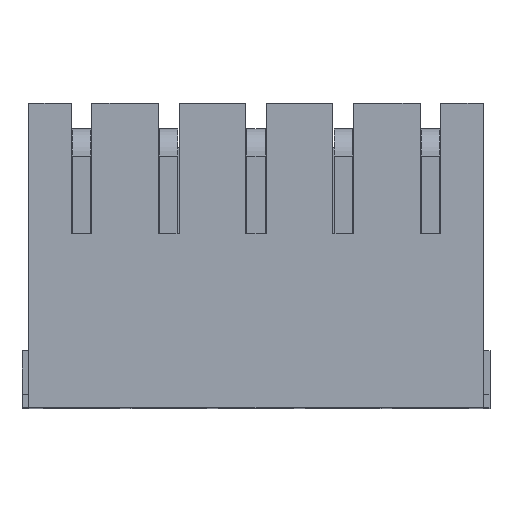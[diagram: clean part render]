
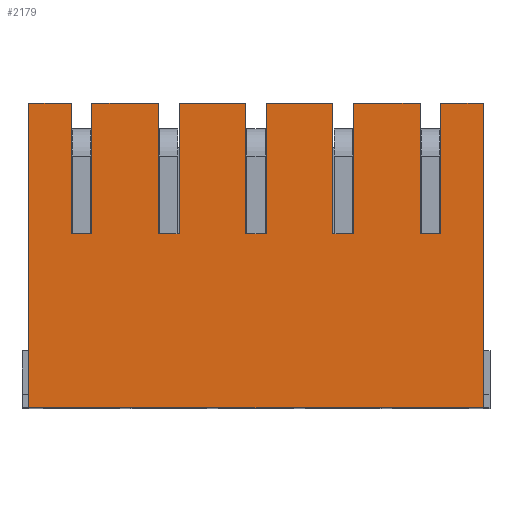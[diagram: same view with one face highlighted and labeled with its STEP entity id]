
A CAD part, top view. The second image highlights one B-rep face of the part: STEP entity #2179.
In plain terms, the highlighted planar face has unit normal (0, 0, 1).
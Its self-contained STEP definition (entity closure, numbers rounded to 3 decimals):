
#1992=AXIS2_PLACEMENT_3D('Plane Axis2P3D',#1989,#1990,#1991) ;
#161=CARTESIAN_POINT('Vertex',(20.14,0.,18.4)) ;
#164=CARTESIAN_POINT('Line Origine',(10.22,0.,18.4)) ;
#168=CARTESIAN_POINT('Vertex',(0.3,0.,18.4)) ;
#1989=CARTESIAN_POINT('Axis2P3D Location',(0.3,13.3,18.4)) ;
#1994=CARTESIAN_POINT('Line Origine',(15.935,13.3,18.4)) ;
#1998=CARTESIAN_POINT('Vertex',(14.48,13.3,18.4)) ;
#2000=CARTESIAN_POINT('Vertex',(17.39,13.3,18.4)) ;
#2003=CARTESIAN_POINT('Line Origine',(14.48,10.45,18.4)) ;
#2007=CARTESIAN_POINT('Vertex',(14.48,7.6,18.4)) ;
#2010=CARTESIAN_POINT('Line Origine',(14.03,7.6,18.4)) ;
#2014=CARTESIAN_POINT('Vertex',(13.58,7.6,18.4)) ;
#2017=CARTESIAN_POINT('Line Origine',(13.58,10.45,18.4)) ;
#2021=CARTESIAN_POINT('Vertex',(13.58,13.3,18.4)) ;
#2024=CARTESIAN_POINT('Line Origine',(12.125,13.3,18.4)) ;
#2028=CARTESIAN_POINT('Vertex',(10.67,13.3,18.4)) ;
#2031=CARTESIAN_POINT('Line Origine',(10.67,10.45,18.4)) ;
#2035=CARTESIAN_POINT('Vertex',(10.67,7.6,18.4)) ;
#2038=CARTESIAN_POINT('Line Origine',(10.22,7.6,18.4)) ;
#2042=CARTESIAN_POINT('Vertex',(9.77,7.6,18.4)) ;
#2045=CARTESIAN_POINT('Line Origine',(9.77,10.45,18.4)) ;
#2049=CARTESIAN_POINT('Vertex',(9.77,13.3,18.4)) ;
#2052=CARTESIAN_POINT('Line Origine',(8.315,13.3,18.4)) ;
#2056=CARTESIAN_POINT('Vertex',(6.86,13.3,18.4)) ;
#2059=CARTESIAN_POINT('Line Origine',(6.86,10.45,18.4)) ;
#2063=CARTESIAN_POINT('Vertex',(6.86,7.6,18.4)) ;
#2066=CARTESIAN_POINT('Line Origine',(6.41,7.6,18.4)) ;
#2070=CARTESIAN_POINT('Vertex',(5.96,7.6,18.4)) ;
#2073=CARTESIAN_POINT('Line Origine',(5.96,10.45,18.4)) ;
#2077=CARTESIAN_POINT('Vertex',(5.96,13.3,18.4)) ;
#2080=CARTESIAN_POINT('Line Origine',(4.505,13.3,18.4)) ;
#2084=CARTESIAN_POINT('Vertex',(3.05,13.3,18.4)) ;
#2087=CARTESIAN_POINT('Line Origine',(3.05,10.45,18.4)) ;
#2091=CARTESIAN_POINT('Vertex',(3.05,7.6,18.4)) ;
#2094=CARTESIAN_POINT('Line Origine',(2.6,7.6,18.4)) ;
#2098=CARTESIAN_POINT('Vertex',(2.15,7.6,18.4)) ;
#2101=CARTESIAN_POINT('Line Origine',(2.15,10.45,18.4)) ;
#2105=CARTESIAN_POINT('Vertex',(2.15,13.3,18.4)) ;
#2108=CARTESIAN_POINT('Line Origine',(1.225,13.3,18.4)) ;
#2112=CARTESIAN_POINT('Vertex',(0.3,13.3,18.4)) ;
#2115=CARTESIAN_POINT('Line Origine',(0.3,6.65,18.4)) ;
#2120=CARTESIAN_POINT('Line Origine',(20.14,6.65,18.4)) ;
#2124=CARTESIAN_POINT('Vertex',(20.14,13.3,18.4)) ;
#2127=CARTESIAN_POINT('Line Origine',(19.215,13.3,18.4)) ;
#2131=CARTESIAN_POINT('Vertex',(18.29,13.3,18.4)) ;
#2134=CARTESIAN_POINT('Line Origine',(18.29,10.45,18.4)) ;
#2138=CARTESIAN_POINT('Vertex',(18.29,7.6,18.4)) ;
#2141=CARTESIAN_POINT('Line Origine',(17.84,7.6,18.4)) ;
#2145=CARTESIAN_POINT('Vertex',(17.39,7.6,18.4)) ;
#2148=CARTESIAN_POINT('Line Origine',(17.39,10.45,18.4)) ;
#165=DIRECTION('Vector Direction',(1.,0.,0.)) ;
#1990=DIRECTION('Axis2P3D Direction',(-0.,0.,1.)) ;
#1991=DIRECTION('Axis2P3D XDirection',(0.,-1.,0.)) ;
#1995=DIRECTION('Vector Direction',(1.,0.,0.)) ;
#2004=DIRECTION('Vector Direction',(0.,-1.,0.)) ;
#2011=DIRECTION('Vector Direction',(-1.,0.,0.)) ;
#2018=DIRECTION('Vector Direction',(0.,-1.,0.)) ;
#2025=DIRECTION('Vector Direction',(1.,0.,0.)) ;
#2032=DIRECTION('Vector Direction',(0.,-1.,0.)) ;
#2039=DIRECTION('Vector Direction',(-1.,0.,0.)) ;
#2046=DIRECTION('Vector Direction',(0.,-1.,0.)) ;
#2053=DIRECTION('Vector Direction',(1.,0.,0.)) ;
#2060=DIRECTION('Vector Direction',(0.,-1.,0.)) ;
#2067=DIRECTION('Vector Direction',(-1.,0.,0.)) ;
#2074=DIRECTION('Vector Direction',(0.,-1.,0.)) ;
#2081=DIRECTION('Vector Direction',(1.,0.,0.)) ;
#2088=DIRECTION('Vector Direction',(0.,-1.,0.)) ;
#2095=DIRECTION('Vector Direction',(-1.,0.,0.)) ;
#2102=DIRECTION('Vector Direction',(0.,-1.,0.)) ;
#2109=DIRECTION('Vector Direction',(1.,0.,0.)) ;
#2116=DIRECTION('Vector Direction',(0.,-1.,0.)) ;
#2121=DIRECTION('Vector Direction',(0.,-1.,0.)) ;
#2128=DIRECTION('Vector Direction',(1.,0.,0.)) ;
#2135=DIRECTION('Vector Direction',(0.,-1.,0.)) ;
#2142=DIRECTION('Vector Direction',(-1.,0.,0.)) ;
#2149=DIRECTION('Vector Direction',(0.,-1.,0.)) ;
#166=VECTOR('Line Direction',#165,1.) ;
#1996=VECTOR('Line Direction',#1995,1.) ;
#2005=VECTOR('Line Direction',#2004,1.) ;
#2012=VECTOR('Line Direction',#2011,1.) ;
#2019=VECTOR('Line Direction',#2018,1.) ;
#2026=VECTOR('Line Direction',#2025,1.) ;
#2033=VECTOR('Line Direction',#2032,1.) ;
#2040=VECTOR('Line Direction',#2039,1.) ;
#2047=VECTOR('Line Direction',#2046,1.) ;
#2054=VECTOR('Line Direction',#2053,1.) ;
#2061=VECTOR('Line Direction',#2060,1.) ;
#2068=VECTOR('Line Direction',#2067,1.) ;
#2075=VECTOR('Line Direction',#2074,1.) ;
#2082=VECTOR('Line Direction',#2081,1.) ;
#2089=VECTOR('Line Direction',#2088,1.) ;
#2096=VECTOR('Line Direction',#2095,1.) ;
#2103=VECTOR('Line Direction',#2102,1.) ;
#2110=VECTOR('Line Direction',#2109,1.) ;
#2117=VECTOR('Line Direction',#2116,1.) ;
#2122=VECTOR('Line Direction',#2121,1.) ;
#2129=VECTOR('Line Direction',#2128,1.) ;
#2136=VECTOR('Line Direction',#2135,1.) ;
#2143=VECTOR('Line Direction',#2142,1.) ;
#2150=VECTOR('Line Direction',#2149,1.) ;
#2154=ORIENTED_EDGE('',*,*,#2002,.F.) ;
#2155=ORIENTED_EDGE('',*,*,#2009,.T.) ;
#2156=ORIENTED_EDGE('',*,*,#2016,.T.) ;
#2157=ORIENTED_EDGE('',*,*,#2023,.T.) ;
#2158=ORIENTED_EDGE('',*,*,#2030,.F.) ;
#2159=ORIENTED_EDGE('',*,*,#2037,.T.) ;
#2160=ORIENTED_EDGE('',*,*,#2044,.T.) ;
#2161=ORIENTED_EDGE('',*,*,#2051,.T.) ;
#2162=ORIENTED_EDGE('',*,*,#2058,.F.) ;
#2163=ORIENTED_EDGE('',*,*,#2065,.T.) ;
#2164=ORIENTED_EDGE('',*,*,#2072,.T.) ;
#2165=ORIENTED_EDGE('',*,*,#2079,.T.) ;
#2166=ORIENTED_EDGE('',*,*,#2086,.F.) ;
#2167=ORIENTED_EDGE('',*,*,#2093,.T.) ;
#2168=ORIENTED_EDGE('',*,*,#2100,.T.) ;
#2169=ORIENTED_EDGE('',*,*,#2107,.T.) ;
#2170=ORIENTED_EDGE('',*,*,#2114,.F.) ;
#2171=ORIENTED_EDGE('',*,*,#2119,.F.) ;
#2172=ORIENTED_EDGE('',*,*,#170,.T.) ;
#2173=ORIENTED_EDGE('',*,*,#2126,.T.) ;
#2174=ORIENTED_EDGE('',*,*,#2133,.F.) ;
#2175=ORIENTED_EDGE('',*,*,#2140,.T.) ;
#2176=ORIENTED_EDGE('',*,*,#2147,.T.) ;
#2177=ORIENTED_EDGE('',*,*,#2152,.T.) ;
#2179=ADVANCED_FACE('HOUSING',(#2178),#1993,.T.) ;
#170=EDGE_CURVE('',#169,#162,#167,.T.) ;
#2002=EDGE_CURVE('',#1999,#2001,#1997,.T.) ;
#2009=EDGE_CURVE('',#1999,#2008,#2006,.T.) ;
#2016=EDGE_CURVE('',#2008,#2015,#2013,.T.) ;
#2023=EDGE_CURVE('',#2015,#2022,#2020,.F.) ;
#2030=EDGE_CURVE('',#2029,#2022,#2027,.T.) ;
#2037=EDGE_CURVE('',#2029,#2036,#2034,.T.) ;
#2044=EDGE_CURVE('',#2036,#2043,#2041,.T.) ;
#2051=EDGE_CURVE('',#2043,#2050,#2048,.F.) ;
#2058=EDGE_CURVE('',#2057,#2050,#2055,.T.) ;
#2065=EDGE_CURVE('',#2057,#2064,#2062,.T.) ;
#2072=EDGE_CURVE('',#2064,#2071,#2069,.T.) ;
#2079=EDGE_CURVE('',#2071,#2078,#2076,.F.) ;
#2086=EDGE_CURVE('',#2085,#2078,#2083,.T.) ;
#2093=EDGE_CURVE('',#2085,#2092,#2090,.T.) ;
#2100=EDGE_CURVE('',#2092,#2099,#2097,.T.) ;
#2107=EDGE_CURVE('',#2099,#2106,#2104,.F.) ;
#2114=EDGE_CURVE('',#2113,#2106,#2111,.T.) ;
#2119=EDGE_CURVE('',#169,#2113,#2118,.F.) ;
#2126=EDGE_CURVE('',#162,#2125,#2123,.F.) ;
#2133=EDGE_CURVE('',#2132,#2125,#2130,.T.) ;
#2140=EDGE_CURVE('',#2132,#2139,#2137,.T.) ;
#2147=EDGE_CURVE('',#2139,#2146,#2144,.T.) ;
#2152=EDGE_CURVE('',#2146,#2001,#2151,.F.) ;
#2153=EDGE_LOOP('',(#2154,#2155,#2156,#2157,#2158,#2159,#2160,#2161,#2162,#2163,#2164,#2165,#2166,#2167,#2168,#2169,#2170,#2171,#2172,#2173,#2174,#2175,#2176,#2177)) ;
#2178=FACE_OUTER_BOUND('',#2153,.T.) ;
#167=LINE('Line',#164,#166) ;
#1997=LINE('Line',#1994,#1996) ;
#2006=LINE('Line',#2003,#2005) ;
#2013=LINE('Line',#2010,#2012) ;
#2020=LINE('Line',#2017,#2019) ;
#2027=LINE('Line',#2024,#2026) ;
#2034=LINE('Line',#2031,#2033) ;
#2041=LINE('Line',#2038,#2040) ;
#2048=LINE('Line',#2045,#2047) ;
#2055=LINE('Line',#2052,#2054) ;
#2062=LINE('Line',#2059,#2061) ;
#2069=LINE('Line',#2066,#2068) ;
#2076=LINE('Line',#2073,#2075) ;
#2083=LINE('Line',#2080,#2082) ;
#2090=LINE('Line',#2087,#2089) ;
#2097=LINE('Line',#2094,#2096) ;
#2104=LINE('Line',#2101,#2103) ;
#2111=LINE('Line',#2108,#2110) ;
#2118=LINE('Line',#2115,#2117) ;
#2123=LINE('Line',#2120,#2122) ;
#2130=LINE('Line',#2127,#2129) ;
#2137=LINE('Line',#2134,#2136) ;
#2144=LINE('Line',#2141,#2143) ;
#2151=LINE('Line',#2148,#2150) ;
#1993=PLANE('',#1992) ;
#162=VERTEX_POINT('',#161) ;
#169=VERTEX_POINT('',#168) ;
#1999=VERTEX_POINT('',#1998) ;
#2001=VERTEX_POINT('',#2000) ;
#2008=VERTEX_POINT('',#2007) ;
#2015=VERTEX_POINT('',#2014) ;
#2022=VERTEX_POINT('',#2021) ;
#2029=VERTEX_POINT('',#2028) ;
#2036=VERTEX_POINT('',#2035) ;
#2043=VERTEX_POINT('',#2042) ;
#2050=VERTEX_POINT('',#2049) ;
#2057=VERTEX_POINT('',#2056) ;
#2064=VERTEX_POINT('',#2063) ;
#2071=VERTEX_POINT('',#2070) ;
#2078=VERTEX_POINT('',#2077) ;
#2085=VERTEX_POINT('',#2084) ;
#2092=VERTEX_POINT('',#2091) ;
#2099=VERTEX_POINT('',#2098) ;
#2106=VERTEX_POINT('',#2105) ;
#2113=VERTEX_POINT('',#2112) ;
#2125=VERTEX_POINT('',#2124) ;
#2132=VERTEX_POINT('',#2131) ;
#2139=VERTEX_POINT('',#2138) ;
#2146=VERTEX_POINT('',#2145) ;
